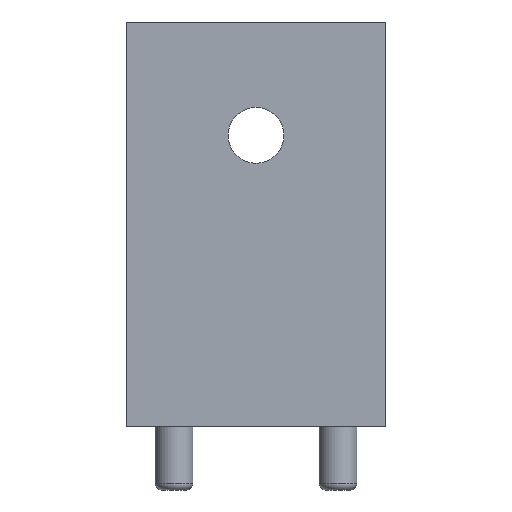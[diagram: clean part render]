
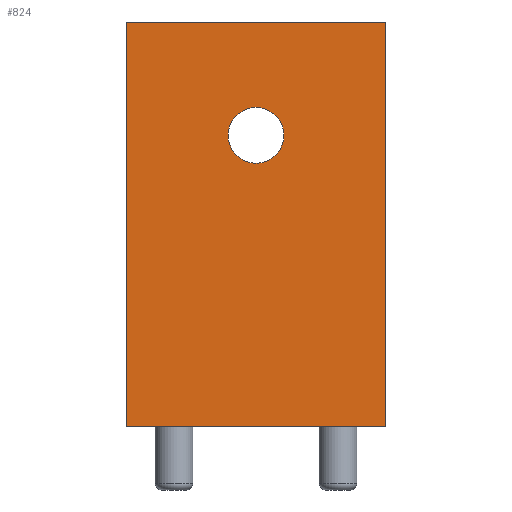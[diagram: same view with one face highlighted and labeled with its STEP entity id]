
A CAD part, front view. The second image highlights one B-rep face of the part: STEP entity #824.
In plain terms, the highlighted planar face has unit normal (0, -1, 0).
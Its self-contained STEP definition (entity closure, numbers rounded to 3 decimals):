
#215 = VERTEX_POINT('',#216);
#216 = CARTESIAN_POINT('',(8.13,0.,0.));
#222 = EDGE_CURVE('',#215,#223,#225,.T.);
#223 = VERTEX_POINT('',#224);
#224 = CARTESIAN_POINT('',(-8.13,0.,0.));
#225 = LINE('',#226,#227);
#226 = CARTESIAN_POINT('',(8.13,0.,0.));
#227 = VECTOR('',#228,1.);
#228 = DIRECTION('',(-1.,-0.,-0.));
#517 = VERTEX_POINT('',#518);
#518 = CARTESIAN_POINT('',(8.13,0.,25.4));
#524 = EDGE_CURVE('',#525,#517,#527,.T.);
#525 = VERTEX_POINT('',#526);
#526 = CARTESIAN_POINT('',(-8.13,0.,25.4));
#527 = LINE('',#528,#529);
#528 = CARTESIAN_POINT('',(-8.13,0.,25.4));
#529 = VECTOR('',#530,1.);
#530 = DIRECTION('',(1.,0.,0.));
#564 = VERTEX_POINT('',#565);
#565 = CARTESIAN_POINT('',(1.75,0.,18.29));
#574 = EDGE_CURVE('',#564,#564,#575,.T.);
#575 = CIRCLE('',#576,1.75);
#576 = AXIS2_PLACEMENT_3D('',#577,#578,#579);
#577 = CARTESIAN_POINT('',(0.,0.,18.29));
#578 = DIRECTION('',(0.,-1.,0.));
#579 = DIRECTION('',(1.,0.,0.));
#811 = EDGE_CURVE('',#223,#525,#812,.T.);
#812 = LINE('',#813,#814);
#813 = CARTESIAN_POINT('',(-8.13,0.,0.));
#814 = VECTOR('',#815,1.);
#815 = DIRECTION('',(0.,0.,1.));
#824 = ADVANCED_FACE('',(#825,#828),#839,.T.);
#825 = FACE_BOUND('',#826,.T.);
#826 = EDGE_LOOP('',(#827));
#827 = ORIENTED_EDGE('',*,*,#574,.F.);
#828 = FACE_BOUND('',#829,.T.);
#829 = EDGE_LOOP('',(#830,#831,#832,#838));
#830 = ORIENTED_EDGE('',*,*,#811,.F.);
#831 = ORIENTED_EDGE('',*,*,#222,.F.);
#832 = ORIENTED_EDGE('',*,*,#833,.T.);
#833 = EDGE_CURVE('',#215,#517,#834,.T.);
#834 = LINE('',#835,#836);
#835 = CARTESIAN_POINT('',(8.13,0.,0.));
#836 = VECTOR('',#837,1.);
#837 = DIRECTION('',(0.,0.,1.));
#838 = ORIENTED_EDGE('',*,*,#524,.F.);
#839 = PLANE('',#840);
#840 = AXIS2_PLACEMENT_3D('',#841,#842,#843);
#841 = CARTESIAN_POINT('',(-8.13,0.,0.));
#842 = DIRECTION('',(0.,-1.,0.));
#843 = DIRECTION('',(0.,0.,-1.));
